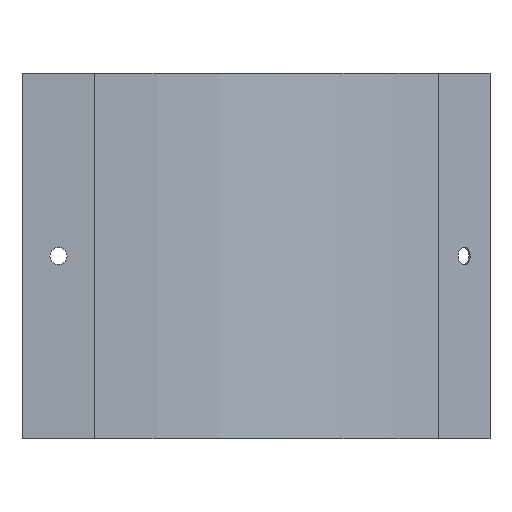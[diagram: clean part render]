
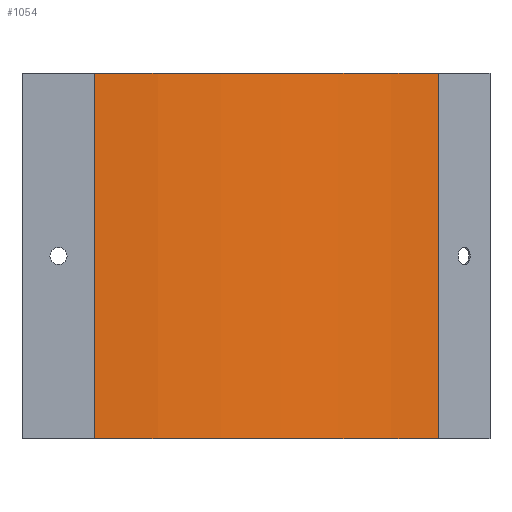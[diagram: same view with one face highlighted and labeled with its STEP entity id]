
A CAD part, front view. The second image highlights one B-rep face of the part: STEP entity #1054.
In plain terms, the highlighted cylindrical face has radius 200 mm (diameter 400 mm), a partial arc.
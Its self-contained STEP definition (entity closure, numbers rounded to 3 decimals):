
#62 = ORIENTED_EDGE ( 'NONE', *, *, #469, .T. ) ;
#71 = ORIENTED_EDGE ( 'NONE', *, *, #439, .F. ) ;
#72 = ORIENTED_EDGE ( 'NONE', *, *, #366, .T. ) ;
#73 = ORIENTED_EDGE ( 'NONE', *, *, #468, .F. ) ;
#151 = VERTEX_POINT ( 'NONE', #1193 ) ;
#229 = VERTEX_POINT ( 'NONE', #1169 ) ;
#233 = VERTEX_POINT ( 'NONE', #1249 ) ;
#269 = VERTEX_POINT ( 'NONE', #1236 ) ;
#318 = CARTESIAN_POINT ( 'NONE',  ( 29.792, 150., 0.8 ) ) ;
#319 = DIRECTION ( 'NONE',  ( 0., 0., -1. ) ) ;
#323 = DIRECTION ( 'NONE',  ( -1., 0., 0. ) ) ;
#366 = EDGE_CURVE ( 'NONE', #151, #229, #752, .T. ) ;
#386 = AXIS2_PLACEMENT_3D ( 'NONE', #318, #319, #323 ) ;
#408 = AXIS2_PLACEMENT_3D ( 'NONE', #925, #923, #922 ) ;
#409 = AXIS2_PLACEMENT_3D ( 'NONE', #931, #930, #929 ) ;
#439 = EDGE_CURVE ( 'NONE', #233, #269, #966, .T. ) ;
#468 = EDGE_CURVE ( 'NONE', #151, #233, #602, .T. ) ;
#469 = EDGE_CURVE ( 'NONE', #229, #269, #600, .T. ) ;
#529 = CYLINDRICAL_SURFACE ( 'NONE', #386, 200. ) ;
#535 = FACE_OUTER_BOUND ( 'NONE', #788, .T. ) ;
#600 = CIRCLE ( 'NONE', #408, 200. ) ;
#602 = CIRCLE ( 'NONE', #409, 200. ) ;
#752 = LINE ( 'NONE', #1142, #789 ) ;
#788 = EDGE_LOOP ( 'NONE', ( #62, #71, #73, #72 ) ) ;
#789 = VECTOR ( 'NONE', #1210, 1000. ) ;
#922 = DIRECTION ( 'NONE',  ( 1., 0., 0. ) ) ;
#923 = DIRECTION ( 'NONE',  ( 0., 0., 1. ) ) ;
#925 = CARTESIAN_POINT ( 'NONE',  ( 29.792, 150., -149.2 ) ) ;
#929 = DIRECTION ( 'NONE',  ( 1., 0., 0. ) ) ;
#930 = DIRECTION ( 'NONE',  ( 0., 0., 1. ) ) ;
#931 = CARTESIAN_POINT ( 'NONE',  ( 29.792, 150., 0.8 ) ) ;
#963 = VECTOR ( 'NONE', #1100, 1000. ) ;
#966 = LINE ( 'NONE', #1120, #963 ) ;
#1054 = ADVANCED_FACE ( 'NONE', ( #535 ), #529, .T. ) ;
#1100 = DIRECTION ( 'NONE',  ( 0., 0., -1. ) ) ;
#1120 = CARTESIAN_POINT ( 'NONE',  ( 171.213, 8.579, 0.8 ) ) ;
#1142 = CARTESIAN_POINT ( 'NONE',  ( 29.792, -50., 0.8 ) ) ;
#1169 = CARTESIAN_POINT ( 'NONE',  ( 29.792, -50., -149.2 ) ) ;
#1193 = CARTESIAN_POINT ( 'NONE',  ( 29.792, -50., 0.8 ) ) ;
#1210 = DIRECTION ( 'NONE',  ( 0., 0., -1. ) ) ;
#1236 = CARTESIAN_POINT ( 'NONE',  ( 171.213, 8.579, -149.2 ) ) ;
#1249 = CARTESIAN_POINT ( 'NONE',  ( 171.213, 8.579, 0.8 ) ) ;
